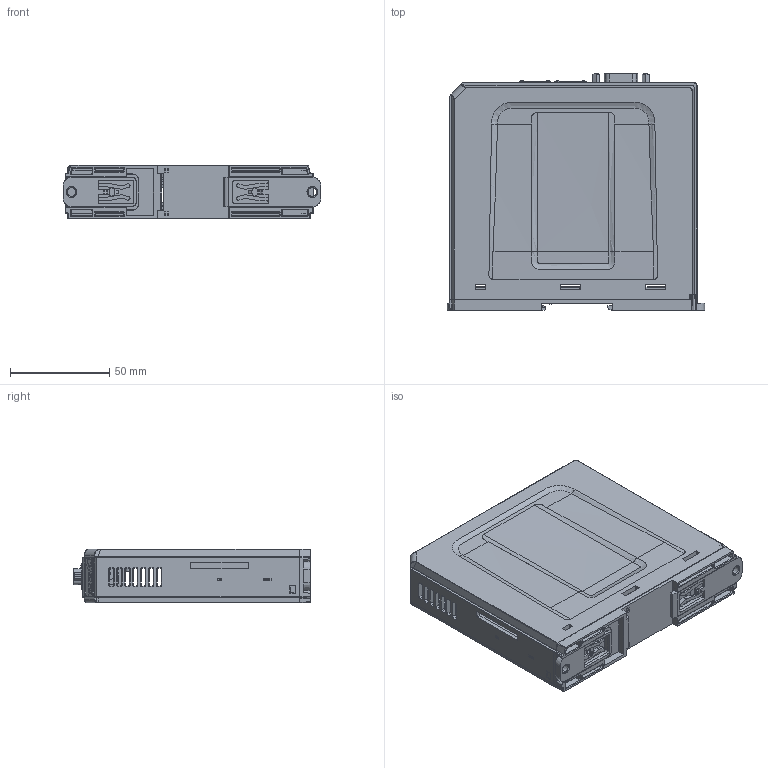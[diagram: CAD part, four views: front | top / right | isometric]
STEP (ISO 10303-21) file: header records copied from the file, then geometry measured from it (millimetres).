
FILE_DESCRIPTION (( 'STEP AP203' ), '1' );
FILE_NAME ('cMT-SVR.STEP', '2017-07-28T05:21:50', ( 'annayang' ), ( '' ), 'SwSTEP 2.0', 'SolidWorks 2011', '' );
FILE_SCHEMA (( 'CONFIG_CONTROL_DESIGN' ));
Length unit declared in the file: millimetre
Products named in the file (1): cMT-SVR
Bounding box: 129.76 x 119.28 x 27.17 mm (x, y, z)
Surface area: 84914.8 mm2 (no closed solid volume)
Topology: 0 solids, 43 shells, 1160 faces, 4824 edges, 3730 vertices
Faces by surface type: plane 679, cylinder 239, cone 126, bspline 80, torus 30, sphere 6
Entity records: 64914 total; most frequent: CARTESIAN_POINT 26918, ORIENTED_EDGE 8227, DIRECTION 6715, EDGE_CURVE 4810, VERTEX_POINT 3730, VECTOR 3115, LINE 3115, AXIS2_PLACEMENT_3D 1800
